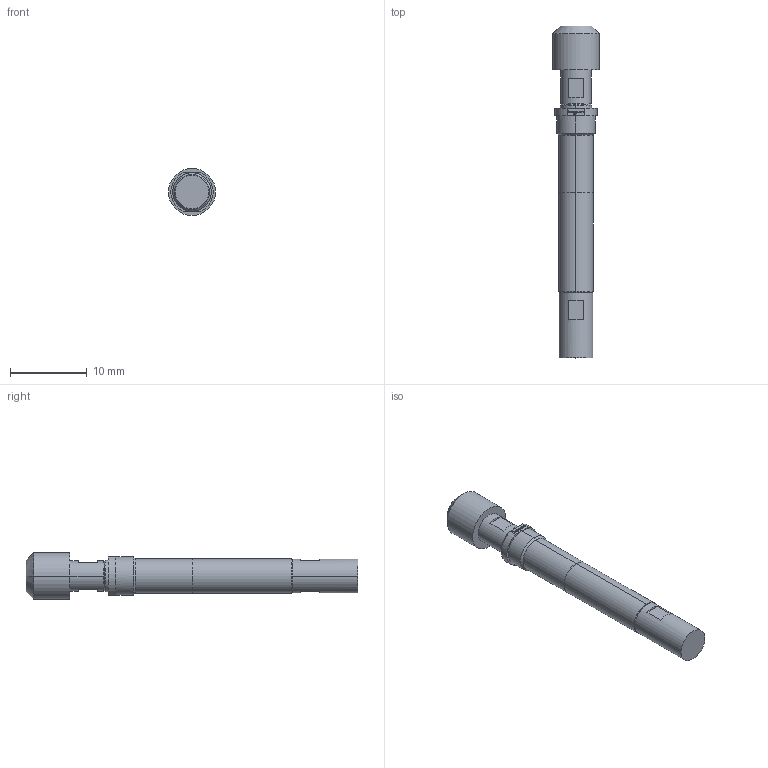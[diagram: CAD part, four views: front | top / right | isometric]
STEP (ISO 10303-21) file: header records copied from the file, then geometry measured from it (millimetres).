
FILE_DESCRIPTION (( 'STEP AP203' ), '1' );
FILE_NAME ('INGUN_HFS-8x0_303_150_A_xx42_F_M.STEP', '2021-10-19T09:17:11', ( 'ochi' ), ( '' ), 'SwSTEP 2.0', 'SolidWorks 2018', '' );
FILE_SCHEMA (( 'CONFIG_CONTROL_DESIGN' ));
Length unit declared in the file: millimetre
Products named in the file (1): INGUN_HFS-8x0_303_150_A_xx42_F_M
Bounding box: 6.1 x 43.2 x 6.1 mm (x, y, z)
Volume: 683.4 mm3; surface area: 818 mm2
Topology: 1 solids, 1 shells, 204 faces, 496 edges, 315 vertices
Faces by surface type: plane 135, cylinder 35, bspline 22, cone 12
Entity records: 6335 total; most frequent: CARTESIAN_POINT 1871, ORIENTED_EDGE 988, DIRECTION 790, EDGE_CURVE 494, VERTEX_POINT 315, AXIS2_PLACEMENT_3D 270, VECTOR 250, LINE 250
